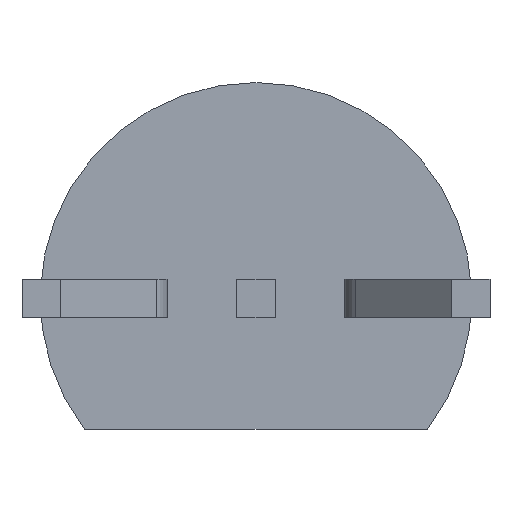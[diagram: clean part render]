
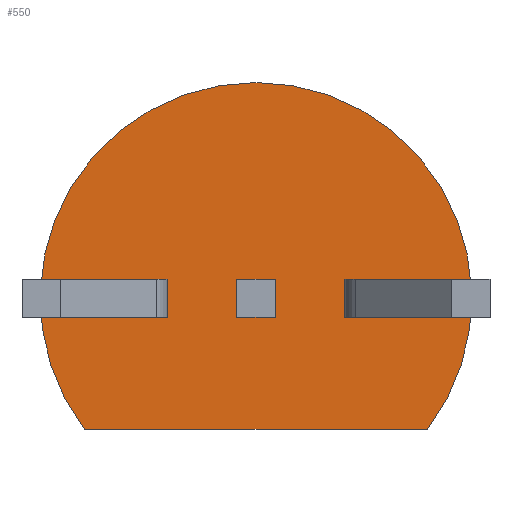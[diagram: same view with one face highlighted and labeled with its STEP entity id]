
A CAD part, front view. The second image highlights one B-rep face of the part: STEP entity #550.
In plain terms, the highlighted planar face has unit normal (0, -1, 0).
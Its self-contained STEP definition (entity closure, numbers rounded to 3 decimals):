
#19=FACE_BOUND('',#54,.T.);
#20=FACE_BOUND('',#55,.T.);
#21=FACE_BOUND('',#56,.T.);
#22=FACE_OUTER_BOUND('',#53,.T.);
#53=EDGE_LOOP('',(#363,#364));
#54=EDGE_LOOP('',(#365,#366,#367,#368));
#55=EDGE_LOOP('',(#369,#370,#371,#372));
#56=EDGE_LOOP('',(#373,#374,#375,#376));
#87=CIRCLE('',#596,2.55);
#97=LINE('',#792,#165);
#98=LINE('',#796,#166);
#99=LINE('',#798,#167);
#100=LINE('',#800,#168);
#101=LINE('',#801,#169);
#102=LINE('',#804,#170);
#103=LINE('',#806,#171);
#104=LINE('',#808,#172);
#105=LINE('',#809,#173);
#106=LINE('',#812,#174);
#107=LINE('',#814,#175);
#108=LINE('',#816,#176);
#109=LINE('',#817,#177);
#165=VECTOR('',#640,4.05);
#166=VECTOR('',#643,0.45);
#167=VECTOR('',#644,0.45);
#168=VECTOR('',#645,0.45);
#169=VECTOR('',#646,0.45);
#170=VECTOR('',#647,0.45);
#171=VECTOR('',#648,0.45);
#172=VECTOR('',#649,0.45);
#173=VECTOR('',#650,0.45);
#174=VECTOR('',#651,0.45);
#175=VECTOR('',#652,0.45);
#176=VECTOR('',#653,0.45);
#177=VECTOR('',#654,0.45);
#233=VERTEX_POINT('',#790);
#234=VERTEX_POINT('',#791);
#235=VERTEX_POINT('',#794);
#236=VERTEX_POINT('',#795);
#237=VERTEX_POINT('',#797);
#238=VERTEX_POINT('',#799);
#239=VERTEX_POINT('',#802);
#240=VERTEX_POINT('',#803);
#241=VERTEX_POINT('',#805);
#242=VERTEX_POINT('',#807);
#243=VERTEX_POINT('',#810);
#244=VERTEX_POINT('',#811);
#245=VERTEX_POINT('',#813);
#246=VERTEX_POINT('',#815);
#285=EDGE_CURVE('',#233,#234,#97,.T.);
#286=EDGE_CURVE('',#233,#234,#87,.T.);
#287=EDGE_CURVE('',#235,#236,#98,.T.);
#288=EDGE_CURVE('',#237,#235,#99,.T.);
#289=EDGE_CURVE('',#238,#237,#100,.T.);
#290=EDGE_CURVE('',#236,#238,#101,.T.);
#291=EDGE_CURVE('',#239,#240,#102,.T.);
#292=EDGE_CURVE('',#241,#239,#103,.T.);
#293=EDGE_CURVE('',#242,#241,#104,.T.);
#294=EDGE_CURVE('',#240,#242,#105,.T.);
#295=EDGE_CURVE('',#243,#244,#106,.T.);
#296=EDGE_CURVE('',#245,#243,#107,.T.);
#297=EDGE_CURVE('',#246,#245,#108,.T.);
#298=EDGE_CURVE('',#244,#246,#109,.T.);
#363=ORIENTED_EDGE('',*,*,#285,.T.);
#364=ORIENTED_EDGE('',*,*,#286,.F.);
#365=ORIENTED_EDGE('',*,*,#287,.F.);
#366=ORIENTED_EDGE('',*,*,#288,.F.);
#367=ORIENTED_EDGE('',*,*,#289,.F.);
#368=ORIENTED_EDGE('',*,*,#290,.F.);
#369=ORIENTED_EDGE('',*,*,#291,.F.);
#370=ORIENTED_EDGE('',*,*,#292,.F.);
#371=ORIENTED_EDGE('',*,*,#293,.F.);
#372=ORIENTED_EDGE('',*,*,#294,.F.);
#373=ORIENTED_EDGE('',*,*,#295,.F.);
#374=ORIENTED_EDGE('',*,*,#296,.F.);
#375=ORIENTED_EDGE('',*,*,#297,.F.);
#376=ORIENTED_EDGE('',*,*,#298,.F.);
#519=PLANE('',#595);
#550=ADVANCED_FACE('',(#22,#19,#20,#21),#519,.F.);
#595=AXIS2_PLACEMENT_3D('',#789,#638,#639);
#596=AXIS2_PLACEMENT_3D('',#793,#641,#642);
#638=DIRECTION('center_axis',(0.,1.,0.));
#639=DIRECTION('ref_axis',(0.,0.,1.));
#640=DIRECTION('',(1.,0.,0.));
#641=DIRECTION('center_axis',(0.,1.,0.));
#642=DIRECTION('ref_axis',(1.,0.,0.));
#643=DIRECTION('',(0.,0.,1.));
#644=DIRECTION('',(1.,0.,0.));
#645=DIRECTION('',(0.,0.,-1.));
#646=DIRECTION('',(-1.,0.,0.));
#647=DIRECTION('',(0.,0.,1.));
#648=DIRECTION('',(1.,0.,0.));
#649=DIRECTION('',(0.,0.,-1.));
#650=DIRECTION('',(-1.,0.,0.));
#651=DIRECTION('',(0.,0.,1.));
#652=DIRECTION('',(1.,0.,0.));
#653=DIRECTION('',(0.,0.,-1.));
#654=DIRECTION('',(-1.,0.,0.));
#789=CARTESIAN_POINT('Origin',(0.,0.,0.));
#790=CARTESIAN_POINT('',(-2.025,0.,-1.55));
#791=CARTESIAN_POINT('',(2.025,0.,-1.55));
#792=CARTESIAN_POINT('',(-2.025,0.,-1.55));
#793=CARTESIAN_POINT('Origin',(0.,0.,0.));
#794=CARTESIAN_POINT('',(1.495,0.,-0.225));
#795=CARTESIAN_POINT('',(1.495,0.,0.225));
#796=CARTESIAN_POINT('',(1.495,0.,-0.225));
#797=CARTESIAN_POINT('',(1.045,0.,-0.225));
#798=CARTESIAN_POINT('',(1.045,0.,-0.225));
#799=CARTESIAN_POINT('',(1.045,0.,0.225));
#800=CARTESIAN_POINT('',(1.045,0.,0.225));
#801=CARTESIAN_POINT('',(1.495,0.,0.225));
#802=CARTESIAN_POINT('',(0.225,0.,-0.225));
#803=CARTESIAN_POINT('',(0.225,0.,0.225));
#804=CARTESIAN_POINT('',(0.225,0.,-0.225));
#805=CARTESIAN_POINT('',(-0.225,0.,-0.225));
#806=CARTESIAN_POINT('',(-0.225,0.,-0.225));
#807=CARTESIAN_POINT('',(-0.225,0.,0.225));
#808=CARTESIAN_POINT('',(-0.225,0.,0.225));
#809=CARTESIAN_POINT('',(0.225,0.,0.225));
#810=CARTESIAN_POINT('',(-1.045,0.,-0.225));
#811=CARTESIAN_POINT('',(-1.045,0.,0.225));
#812=CARTESIAN_POINT('',(-1.045,0.,-0.225));
#813=CARTESIAN_POINT('',(-1.495,0.,-0.225));
#814=CARTESIAN_POINT('',(-1.495,0.,-0.225));
#815=CARTESIAN_POINT('',(-1.495,0.,0.225));
#816=CARTESIAN_POINT('',(-1.495,0.,0.225));
#817=CARTESIAN_POINT('',(-1.045,0.,0.225));
